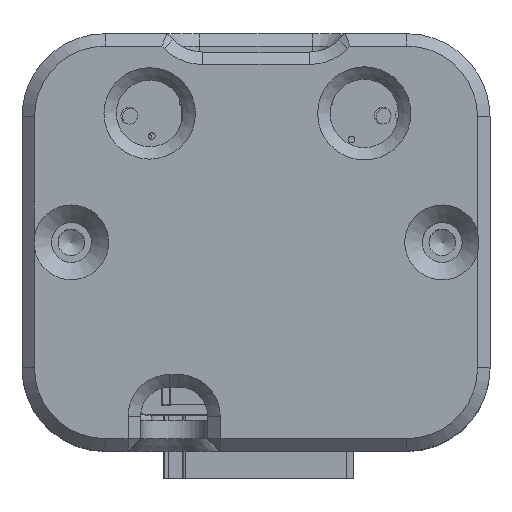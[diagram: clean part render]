
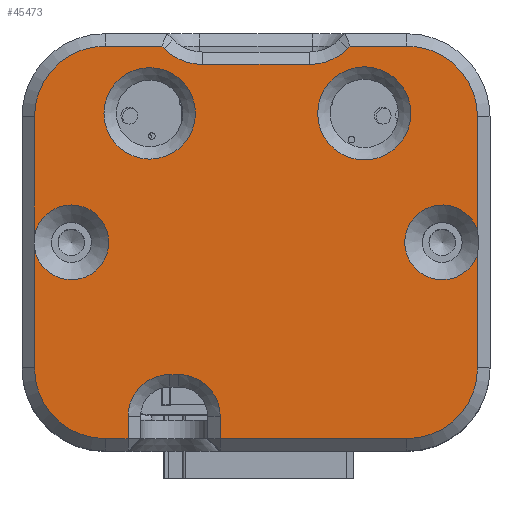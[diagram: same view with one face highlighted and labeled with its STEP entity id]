
A CAD part, top view. The second image highlights one B-rep face of the part: STEP entity #45473.
In plain terms, the highlighted planar face has unit normal (0, 0, 1).
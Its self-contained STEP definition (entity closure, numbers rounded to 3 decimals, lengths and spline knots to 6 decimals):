
#2882=CIRCLE('',#54624,0.002802);
#2883=CIRCLE('',#54625,0.00275);
#2884=CIRCLE('',#54626,0.00425);
#2885=CIRCLE('',#54627,0.00225);
#2886=CIRCLE('',#54628,0.00425);
#2887=CIRCLE('',#54629,0.0025);
#2888=CIRCLE('',#54630,0.0025);
#2889=CIRCLE('',#54631,0.00425);
#2890=CIRCLE('',#54632,0.00225);
#2891=CIRCLE('',#54633,0.00425);
#2892=CIRCLE('',#54634,0.00325);
#2893=CIRCLE('',#54635,0.00325);
#15296=ORIENTED_EDGE('',*,*,#21761,.T.);
#15297=ORIENTED_EDGE('',*,*,#21762,.T.);
#15298=ORIENTED_EDGE('',*,*,#21763,.T.);
#15299=ORIENTED_EDGE('',*,*,#21764,.T.);
#15300=ORIENTED_EDGE('',*,*,#21765,.T.);
#15301=ORIENTED_EDGE('',*,*,#21766,.T.);
#15302=ORIENTED_EDGE('',*,*,#21767,.T.);
#15303=ORIENTED_EDGE('',*,*,#21768,.T.);
#15304=ORIENTED_EDGE('',*,*,#21769,.T.);
#15305=ORIENTED_EDGE('',*,*,#21770,.T.);
#15306=ORIENTED_EDGE('',*,*,#21771,.T.);
#15307=ORIENTED_EDGE('',*,*,#21772,.T.);
#15308=ORIENTED_EDGE('',*,*,#21773,.T.);
#15309=ORIENTED_EDGE('',*,*,#21774,.T.);
#15310=ORIENTED_EDGE('',*,*,#21775,.T.);
#15311=ORIENTED_EDGE('',*,*,#21776,.T.);
#15312=ORIENTED_EDGE('',*,*,#21777,.T.);
#15313=ORIENTED_EDGE('',*,*,#21778,.T.);
#15314=ORIENTED_EDGE('',*,*,#21779,.T.);
#15315=ORIENTED_EDGE('',*,*,#21780,.T.);
#15316=ORIENTED_EDGE('',*,*,#21781,.T.);
#15317=ORIENTED_EDGE('',*,*,#21782,.T.);
#15318=ORIENTED_EDGE('',*,*,#21783,.T.);
#15319=ORIENTED_EDGE('',*,*,#21784,.T.);
#15320=ORIENTED_EDGE('',*,*,#21785,.T.);
#15321=ORIENTED_EDGE('',*,*,#21786,.T.);
#21761=EDGE_CURVE('',#26001,#26001,#2882,.F.);
#21762=EDGE_CURVE('',#26002,#26002,#2883,.F.);
#21763=EDGE_CURVE('',#26003,#26004,#2884,.T.);
#21764=EDGE_CURVE('',#26004,#26005,#31003,.T.);
#21765=EDGE_CURVE('',#26005,#26006,#2885,.T.);
#21766=EDGE_CURVE('',#26006,#26007,#31004,.T.);
#21767=EDGE_CURVE('',#26007,#26008,#2886,.T.);
#21768=EDGE_CURVE('',#26008,#26009,#31005,.T.);
#21769=EDGE_CURVE('',#26009,#26010,#31006,.T.);
#21770=EDGE_CURVE('',#26010,#26011,#2887,.F.);
#21771=EDGE_CURVE('',#26011,#26012,#31007,.T.);
#21772=EDGE_CURVE('',#26012,#26013,#2888,.F.);
#21773=EDGE_CURVE('',#26013,#26014,#31008,.T.);
#21774=EDGE_CURVE('',#26014,#26015,#31009,.T.);
#21775=EDGE_CURVE('',#26015,#26016,#2889,.T.);
#21776=EDGE_CURVE('',#26016,#26017,#31010,.T.);
#21777=EDGE_CURVE('',#26017,#26018,#2890,.T.);
#21778=EDGE_CURVE('',#26018,#26019,#31011,.T.);
#21779=EDGE_CURVE('',#26019,#26020,#2891,.T.);
#21780=EDGE_CURVE('',#26020,#26021,#31012,.T.);
#21781=EDGE_CURVE('',#26021,#26022,#31013,.T.);
#21782=EDGE_CURVE('',#26022,#26023,#2892,.F.);
#21783=EDGE_CURVE('',#26023,#26024,#31014,.T.);
#21784=EDGE_CURVE('',#26024,#26025,#2893,.F.);
#21785=EDGE_CURVE('',#26025,#26026,#31015,.T.);
#21786=EDGE_CURVE('',#26026,#26003,#31016,.T.);
#26001=VERTEX_POINT('',#80044);
#26002=VERTEX_POINT('',#80046);
#26003=VERTEX_POINT('',#80048);
#26004=VERTEX_POINT('',#80049);
#26005=VERTEX_POINT('',#80051);
#26006=VERTEX_POINT('',#80053);
#26007=VERTEX_POINT('',#80055);
#26008=VERTEX_POINT('',#80057);
#26009=VERTEX_POINT('',#80059);
#26010=VERTEX_POINT('',#80061);
#26011=VERTEX_POINT('',#80063);
#26012=VERTEX_POINT('',#80065);
#26013=VERTEX_POINT('',#80067);
#26014=VERTEX_POINT('',#80069);
#26015=VERTEX_POINT('',#80071);
#26016=VERTEX_POINT('',#80073);
#26017=VERTEX_POINT('',#80075);
#26018=VERTEX_POINT('',#80077);
#26019=VERTEX_POINT('',#80079);
#26020=VERTEX_POINT('',#80081);
#26021=VERTEX_POINT('',#80083);
#26022=VERTEX_POINT('',#80085);
#26023=VERTEX_POINT('',#80087);
#26024=VERTEX_POINT('',#80089);
#26025=VERTEX_POINT('',#80091);
#26026=VERTEX_POINT('',#80093);
#31003=LINE('',#80050,#36015);
#31004=LINE('',#80054,#36016);
#31005=LINE('',#80058,#36017);
#31006=LINE('',#80060,#36018);
#31007=LINE('',#80064,#36019);
#31008=LINE('',#80068,#36020);
#31009=LINE('',#80070,#36021);
#31010=LINE('',#80074,#36022);
#31011=LINE('',#80078,#36023);
#31012=LINE('',#80082,#36024);
#31013=LINE('',#80084,#36025);
#31014=LINE('',#80088,#36026);
#31015=LINE('',#80092,#36027);
#31016=LINE('',#80094,#36028);
#36015=VECTOR('',#66491,1.);
#36016=VECTOR('',#66494,1.);
#36017=VECTOR('',#66497,1.);
#36018=VECTOR('',#66498,1.);
#36019=VECTOR('',#66501,1.);
#36020=VECTOR('',#66504,1.);
#36021=VECTOR('',#66505,1.);
#36022=VECTOR('',#66508,1.);
#36023=VECTOR('',#66511,1.);
#36024=VECTOR('',#66514,1.);
#36025=VECTOR('',#66515,1.);
#36026=VECTOR('',#66518,1.);
#36027=VECTOR('',#66521,1.);
#36028=VECTOR('',#66522,1.);
#38779=EDGE_LOOP('',(#15296));
#38780=EDGE_LOOP('',(#15297));
#38781=EDGE_LOOP('',(#15298,#15299,#15300,#15301,#15302,#15303,#15304,#15305,
#15306,#15307,#15308,#15309,#15310,#15311,#15312,#15313,#15314,#15315,#15316,
#15317,#15318,#15319,#15320,#15321));
#41530=FACE_BOUND('',#38779,.T.);
#41531=FACE_BOUND('',#38780,.T.);
#41532=FACE_BOUND('',#38781,.T.);
#43209=PLANE('',#54623);
#45473=ADVANCED_FACE('',(#41530,#41531,#41532),#43209,.T.);
#54623=AXIS2_PLACEMENT_3D('',#80042,#66483,#66484);
#54624=AXIS2_PLACEMENT_3D('',#80043,#66485,#66486);
#54625=AXIS2_PLACEMENT_3D('',#80045,#66487,#66488);
#54626=AXIS2_PLACEMENT_3D('',#80047,#66489,#66490);
#54627=AXIS2_PLACEMENT_3D('',#80052,#66492,#66493);
#54628=AXIS2_PLACEMENT_3D('',#80056,#66495,#66496);
#54629=AXIS2_PLACEMENT_3D('',#80062,#66499,#66500);
#54630=AXIS2_PLACEMENT_3D('',#80066,#66502,#66503);
#54631=AXIS2_PLACEMENT_3D('',#80072,#66506,#66507);
#54632=AXIS2_PLACEMENT_3D('',#80076,#66509,#66510);
#54633=AXIS2_PLACEMENT_3D('',#80080,#66512,#66513);
#54634=AXIS2_PLACEMENT_3D('',#80086,#66516,#66517);
#54635=AXIS2_PLACEMENT_3D('',#80090,#66519,#66520);
#66483=DIRECTION('',(0.,0.,1.));
#66484=DIRECTION('',(1.,0.,0.));
#66485=DIRECTION('',(0.,0.,1.));
#66486=DIRECTION('',(1.,0.,0.));
#66487=DIRECTION('',(0.,0.,1.));
#66488=DIRECTION('',(1.,0.,0.));
#66489=DIRECTION('',(0.,0.,1.));
#66490=DIRECTION('',(1.,0.,0.));
#66491=DIRECTION('',(0.,-1.,0.));
#66492=DIRECTION('',(0.,0.,-1.));
#66493=DIRECTION('',(-1.,0.,0.));
#66494=DIRECTION('',(0.,-1.,0.));
#66495=DIRECTION('',(0.,0.,1.));
#66496=DIRECTION('',(1.,0.,0.));
#66497=DIRECTION('',(1.,0.,0.));
#66498=DIRECTION('',(0.,1.,0.));
#66499=DIRECTION('',(0.,0.,1.));
#66500=DIRECTION('',(1.,0.,0.));
#66501=DIRECTION('',(1.,0.,0.));
#66502=DIRECTION('',(0.,0.,1.));
#66503=DIRECTION('',(1.,0.,0.));
#66504=DIRECTION('',(0.,-1.,0.));
#66505=DIRECTION('',(1.,0.,0.));
#66506=DIRECTION('',(0.,0.,1.));
#66507=DIRECTION('',(1.,0.,0.));
#66508=DIRECTION('',(0.,1.,0.));
#66509=DIRECTION('',(0.,0.,-1.));
#66510=DIRECTION('',(-1.,0.,0.));
#66511=DIRECTION('',(0.,1.,0.));
#66512=DIRECTION('',(0.,0.,1.));
#66513=DIRECTION('',(1.,0.,0.));
#66514=DIRECTION('',(-1.,0.,0.));
#66515=DIRECTION('',(-0.707,-0.707,0.));
#66516=DIRECTION('',(0.,0.,1.));
#66517=DIRECTION('',(1.,0.,0.));
#66518=DIRECTION('',(-1.,0.,0.));
#66519=DIRECTION('',(0.,0.,1.));
#66520=DIRECTION('',(1.,0.,0.));
#66521=DIRECTION('',(-0.707,0.707,0.));
#66522=DIRECTION('',(-1.,0.,0.));
#80042=CARTESIAN_POINT('',(-0.001968,0.009589,0.00627));
#80043=CARTESIAN_POINT('',(0.004543,0.017345,0.00627));
#80044=CARTESIAN_POINT('',(0.007344,0.017345,0.00627));
#80045=CARTESIAN_POINT('',(-0.00836,0.017345,0.00627));
#80046=CARTESIAN_POINT('',(-0.00561,0.017345,0.00627));
#80047=CARTESIAN_POINT('',(-0.011039,0.017139,0.00627));
#80048=CARTESIAN_POINT('',(-0.011039,0.021389,0.00627));
#80049=CARTESIAN_POINT('',(-0.015289,0.017139,0.00627));
#80050=CARTESIAN_POINT('',(-0.015289,0.002038,0.00627));
#80051=CARTESIAN_POINT('',(-0.015289,0.009968,0.00627));
#80052=CARTESIAN_POINT('',(-0.013071,0.009589,0.00627));
#80053=CARTESIAN_POINT('',(-0.015289,0.009209,0.00627));
#80054=CARTESIAN_POINT('',(-0.015289,0.002038,0.00627));
#80055=CARTESIAN_POINT('',(-0.015289,0.002038,0.00627));
#80056=CARTESIAN_POINT('',(-0.011039,0.002038,0.00627));
#80057=CARTESIAN_POINT('',(-0.011039,-0.002212,0.00627));
#80058=CARTESIAN_POINT('',(-0.008908,-0.002212,0.00627));
#80059=CARTESIAN_POINT('',(-0.009658,-0.002212,0.00627));
#80060=CARTESIAN_POINT('',(-0.009658,-0.000859,0.00627));
#80061=CARTESIAN_POINT('',(-0.009658,-0.000859,0.00627));
#80062=CARTESIAN_POINT('',(-0.007158,-0.000859,0.00627));
#80063=CARTESIAN_POINT('',(-0.007158,0.001641,0.00627));
#80064=CARTESIAN_POINT('',(-0.00662,0.001641,0.00627));
#80065=CARTESIAN_POINT('',(-0.00662,0.001641,0.00627));
#80066=CARTESIAN_POINT('',(-0.00662,-0.000859,0.00627));
#80067=CARTESIAN_POINT('',(-0.00412,-0.000859,0.00627));
#80068=CARTESIAN_POINT('',(-0.00412,-0.002962,0.00627));
#80069=CARTESIAN_POINT('',(-0.00412,-0.002212,0.00627));
#80070=CARTESIAN_POINT('',(0.007103,-0.002212,0.00627));
#80071=CARTESIAN_POINT('',(0.007103,-0.002212,0.00627));
#80072=CARTESIAN_POINT('',(0.007103,0.002038,0.00627));
#80073=CARTESIAN_POINT('',(0.011353,0.002038,0.00627));
#80074=CARTESIAN_POINT('',(0.011353,0.009589,0.00627));
#80075=CARTESIAN_POINT('',(0.011353,0.008844,0.00627));
#80076=CARTESIAN_POINT('',(0.00923,0.009589,0.00627));
#80077=CARTESIAN_POINT('',(0.011353,0.010333,0.00627));
#80078=CARTESIAN_POINT('',(0.011353,0.009589,0.00627));
#80079=CARTESIAN_POINT('',(0.011353,0.017139,0.00627));
#80080=CARTESIAN_POINT('',(0.007103,0.017139,0.00627));
#80081=CARTESIAN_POINT('',(0.007103,0.021389,0.00627));
#80082=CARTESIAN_POINT('',(-0.001968,0.021389,0.00627));
#80083=CARTESIAN_POINT('',(0.003694,0.021389,0.00627));
#80084=CARTESIAN_POINT('',(-0.005037,0.012658,0.00627));
#80085=CARTESIAN_POINT('',(0.003544,0.021239,0.00627));
#80086=CARTESIAN_POINT('',(0.001246,0.023537,0.00627));
#80087=CARTESIAN_POINT('',(0.001246,0.020287,0.00627));
#80088=CARTESIAN_POINT('',(-0.001968,0.020287,0.00627));
#80089=CARTESIAN_POINT('',(-0.005186,0.020287,0.00627));
#80090=CARTESIAN_POINT('',(-0.005186,0.023537,0.00627));
#80091=CARTESIAN_POINT('',(-0.007484,0.021239,0.00627));
#80092=CARTESIAN_POINT('',(0.001099,0.012656,0.00627));
#80093=CARTESIAN_POINT('',(-0.007634,0.021389,0.00627));
#80094=CARTESIAN_POINT('',(-0.001968,0.021389,0.00627));
